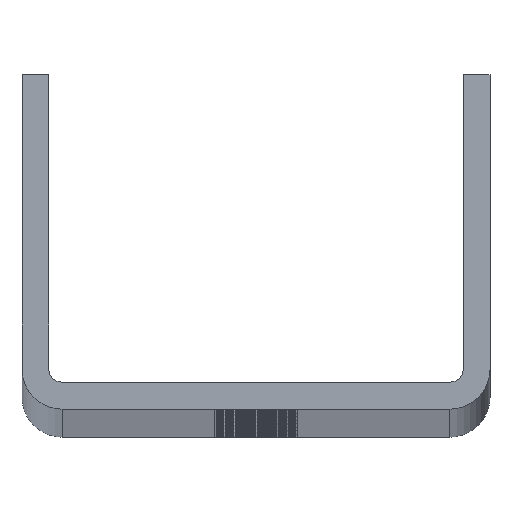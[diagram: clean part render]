
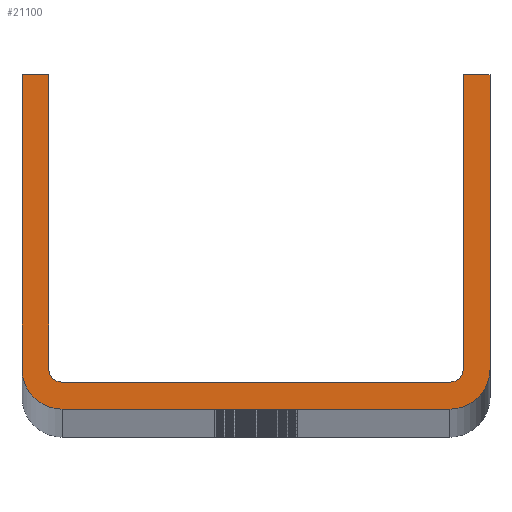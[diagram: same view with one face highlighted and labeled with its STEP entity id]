
A CAD part, top view. The second image highlights one B-rep face of the part: STEP entity #21100.
In plain terms, the highlighted planar face has unit normal (0, 0, 1).
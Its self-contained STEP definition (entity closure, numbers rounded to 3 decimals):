
#228 = VERTEX_POINT ( 'NONE', #9310 ) ;
#339 = EDGE_CURVE ( 'NONE', #12800, #14385, #22138, .T. ) ;
#472 = DIRECTION ( 'NONE',  ( 1., 0., 0. ) ) ;
#505 = CIRCLE ( 'NONE', #13746, 6. ) ;
#992 = VERTEX_POINT ( 'NONE', #1575 ) ;
#1319 = DIRECTION ( 'NONE',  ( 0., -1., 0. ) ) ;
#1474 = CARTESIAN_POINT ( 'NONE',  ( -31., 50., 2400. ) ) ;
#1522 = ORIENTED_EDGE ( 'NONE', *, *, #13734, .T. ) ;
#1575 = CARTESIAN_POINT ( 'NONE',  ( 29., 0., 2400. ) ) ;
#1976 = CARTESIAN_POINT ( 'NONE',  ( -31., 6., 2400. ) ) ;
#2202 = CARTESIAN_POINT ( 'NONE',  ( -29., 0., 2400. ) ) ;
#2796 = CARTESIAN_POINT ( 'NONE',  ( 29., 6., 2400. ) ) ;
#2932 = CARTESIAN_POINT ( 'NONE',  ( -29., 4., 2400. ) ) ;
#3163 = DIRECTION ( 'NONE',  ( 1., 0., 0. ) ) ;
#3723 = CIRCLE ( 'NONE', #4492, 2. ) ;
#3985 = DIRECTION ( 'NONE',  ( 0., -1., 0. ) ) ;
#4150 = LINE ( 'NONE', #10221, #22447 ) ;
#4492 = AXIS2_PLACEMENT_3D ( 'NONE', #8403, #18774, #10342 ) ;
#4653 = CARTESIAN_POINT ( 'NONE',  ( 29., 6., 2400. ) ) ;
#4718 = CARTESIAN_POINT ( 'NONE',  ( -29., 6., 2400. ) ) ;
#4771 = FACE_OUTER_BOUND ( 'NONE', #8757, .T. ) ;
#4809 = CARTESIAN_POINT ( 'NONE',  ( 31., 50., 2400. ) ) ;
#5724 = CARTESIAN_POINT ( 'NONE',  ( 31., 6., 2400. ) ) ;
#6183 = EDGE_CURVE ( 'NONE', #19869, #992, #8248, .T. ) ;
#6345 = LINE ( 'NONE', #18137, #22574 ) ;
#6724 = VECTOR ( 'NONE', #1319, 1000. ) ;
#8084 = EDGE_CURVE ( 'NONE', #228, #19869, #505, .T. ) ;
#8248 = LINE ( 'NONE', #12014, #15133 ) ;
#8403 = CARTESIAN_POINT ( 'NONE',  ( -29., 6., 2400. ) ) ;
#8757 = EDGE_LOOP ( 'NONE', ( #9826, #11447, #23049, #10675, #11171, #15699, #23741, #14652, #24683, #23205, #24195, #1522 ) ) ;
#9108 = CIRCLE ( 'NONE', #19435, 2. ) ;
#9310 = CARTESIAN_POINT ( 'NONE',  ( -35., 6., 2400. ) ) ;
#9555 = EDGE_CURVE ( 'NONE', #15569, #228, #21275, .T. ) ;
#9765 = CARTESIAN_POINT ( 'NONE',  ( -35., 50., 2400. ) ) ;
#9826 = ORIENTED_EDGE ( 'NONE', *, *, #11967, .T. ) ;
#9849 = CARTESIAN_POINT ( 'NONE',  ( 35., 50., 2400. ) ) ;
#10221 = CARTESIAN_POINT ( 'NONE',  ( 31., 50., 2400. ) ) ;
#10247 = DIRECTION ( 'NONE',  ( 0., 0., 1. ) ) ;
#10335 = VECTOR ( 'NONE', #13634, 1000. ) ;
#10342 = DIRECTION ( 'NONE',  ( 1., 0., 0. ) ) ;
#10476 = DIRECTION ( 'NONE',  ( 1., 0., 0. ) ) ;
#10509 = DIRECTION ( 'NONE',  ( 1., 0., 0. ) ) ;
#10675 = ORIENTED_EDGE ( 'NONE', *, *, #17281, .F. ) ;
#10815 = EDGE_CURVE ( 'NONE', #17196, #18733, #4150, .T. ) ;
#11126 = CARTESIAN_POINT ( 'NONE',  ( 31., 6., 2400. ) ) ;
#11171 = ORIENTED_EDGE ( 'NONE', *, *, #19170, .F. ) ;
#11447 = ORIENTED_EDGE ( 'NONE', *, *, #10815, .F. ) ;
#11870 = VERTEX_POINT ( 'NONE', #17630 ) ;
#11967 = EDGE_CURVE ( 'NONE', #14586, #18733, #6345, .T. ) ;
#12014 = CARTESIAN_POINT ( 'NONE',  ( -29., 0., 2400. ) ) ;
#12311 = CARTESIAN_POINT ( 'NONE',  ( 35., 6., 2400. ) ) ;
#12421 = DIRECTION ( 'NONE',  ( 0., 0., 1. ) ) ;
#12539 = VECTOR ( 'NONE', #3985, 1000. ) ;
#12800 = VERTEX_POINT ( 'NONE', #1474 ) ;
#13634 = DIRECTION ( 'NONE',  ( 0., 1., 0. ) ) ;
#13734 = EDGE_CURVE ( 'NONE', #992, #14586, #17237, .T. ) ;
#13746 = AXIS2_PLACEMENT_3D ( 'NONE', #4718, #20932, #3163 ) ;
#14140 = CARTESIAN_POINT ( 'NONE',  ( 29., 6., 2400. ) ) ;
#14385 = VERTEX_POINT ( 'NONE', #1976 ) ;
#14493 = PLANE ( 'NONE',  #16907 ) ;
#14586 = VERTEX_POINT ( 'NONE', #12311 ) ;
#14652 = ORIENTED_EDGE ( 'NONE', *, *, #22989, .F. ) ;
#15133 = VECTOR ( 'NONE', #23827, 1000. ) ;
#15569 = VERTEX_POINT ( 'NONE', #20364 ) ;
#15601 = AXIS2_PLACEMENT_3D ( 'NONE', #2796, #22511, #20557 ) ;
#15699 = ORIENTED_EDGE ( 'NONE', *, *, #25123, .F. ) ;
#16163 = VERTEX_POINT ( 'NONE', #11126 ) ;
#16907 = AXIS2_PLACEMENT_3D ( 'NONE', #4653, #12421, #10476 ) ;
#17194 = EDGE_CURVE ( 'NONE', #16163, #17196, #23510, .T. ) ;
#17196 = VERTEX_POINT ( 'NONE', #4809 ) ;
#17237 = CIRCLE ( 'NONE', #15601, 6. ) ;
#17281 = EDGE_CURVE ( 'NONE', #23889, #16163, #9108, .T. ) ;
#17630 = CARTESIAN_POINT ( 'NONE',  ( -29., 4., 2400. ) ) ;
#17963 = CARTESIAN_POINT ( 'NONE',  ( 29., 4., 2400. ) ) ;
#18105 = VECTOR ( 'NONE', #472, 1000. ) ;
#18129 = DIRECTION ( 'NONE',  ( 1., 0., 0. ) ) ;
#18137 = CARTESIAN_POINT ( 'NONE',  ( 35., 6., 2400. ) ) ;
#18733 = VERTEX_POINT ( 'NONE', #9849 ) ;
#18774 = DIRECTION ( 'NONE',  ( 0., 0., 1. ) ) ;
#19170 = EDGE_CURVE ( 'NONE', #11870, #23889, #22515, .T. ) ;
#19435 = AXIS2_PLACEMENT_3D ( 'NONE', #14140, #10247, #10509 ) ;
#19869 = VERTEX_POINT ( 'NONE', #2202 ) ;
#20364 = CARTESIAN_POINT ( 'NONE',  ( -35., 50., 2400. ) ) ;
#20557 = DIRECTION ( 'NONE',  ( 1., 0., 0. ) ) ;
#20932 = DIRECTION ( 'NONE',  ( 0., 0., 1. ) ) ;
#21100 = ADVANCED_FACE ( 'NONE', ( #4771 ), #14493, .T. ) ;
#21198 = DIRECTION ( 'NONE',  ( 1., 0., 0. ) ) ;
#21275 = LINE ( 'NONE', #23095, #6724 ) ;
#22138 = LINE ( 'NONE', #24215, #12539 ) ;
#22447 = VECTOR ( 'NONE', #18129, 1000. ) ;
#22511 = DIRECTION ( 'NONE',  ( 0., 0., 1. ) ) ;
#22515 = LINE ( 'NONE', #2932, #18105 ) ;
#22574 = VECTOR ( 'NONE', #23745, 1000. ) ;
#22989 = EDGE_CURVE ( 'NONE', #15569, #12800, #23138, .T. ) ;
#23049 = ORIENTED_EDGE ( 'NONE', *, *, #17194, .F. ) ;
#23095 = CARTESIAN_POINT ( 'NONE',  ( -35., 50., 2400. ) ) ;
#23138 = LINE ( 'NONE', #9765, #24909 ) ;
#23205 = ORIENTED_EDGE ( 'NONE', *, *, #8084, .T. ) ;
#23510 = LINE ( 'NONE', #5724, #10335 ) ;
#23741 = ORIENTED_EDGE ( 'NONE', *, *, #339, .F. ) ;
#23745 = DIRECTION ( 'NONE',  ( 0., 1., 0. ) ) ;
#23827 = DIRECTION ( 'NONE',  ( 1., 0., 0. ) ) ;
#23889 = VERTEX_POINT ( 'NONE', #17963 ) ;
#24195 = ORIENTED_EDGE ( 'NONE', *, *, #6183, .T. ) ;
#24215 = CARTESIAN_POINT ( 'NONE',  ( -31., 50., 2400. ) ) ;
#24683 = ORIENTED_EDGE ( 'NONE', *, *, #9555, .T. ) ;
#24909 = VECTOR ( 'NONE', #21198, 1000. ) ;
#25123 = EDGE_CURVE ( 'NONE', #14385, #11870, #3723, .T. ) ;
